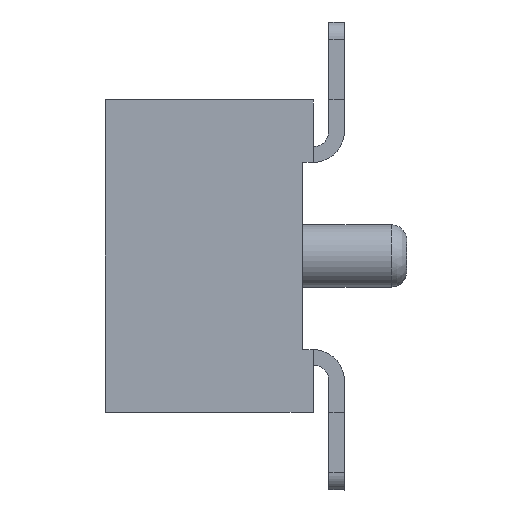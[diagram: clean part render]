
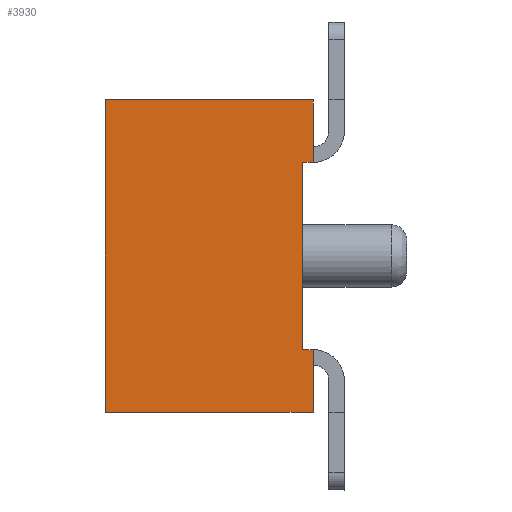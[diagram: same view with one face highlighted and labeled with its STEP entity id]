
A CAD part, left-side view. The second image highlights one B-rep face of the part: STEP entity #3930.
In plain terms, the highlighted planar face has unit normal (-1, 0, 0).
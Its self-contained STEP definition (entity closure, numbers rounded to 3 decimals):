
#382=FACE_OUTER_BOUND('',#610,.T.);
#610=EDGE_LOOP('',(#3545,#3546,#3547,#3548,#3549,#3550,#3551,#3552));
#928=LINE('',#6146,#1388);
#945=LINE('',#6177,#1405);
#948=LINE('',#6182,#1408);
#957=LINE('',#6201,#1417);
#965=LINE('',#6211,#1425);
#969=LINE('',#6217,#1429);
#975=LINE('',#6231,#1435);
#981=LINE('',#6238,#1441);
#1388=VECTOR('',#4999,1.);
#1405=VECTOR('',#5018,1.);
#1408=VECTOR('',#5023,1.);
#1417=VECTOR('',#5034,1.);
#1425=VECTOR('',#5044,1.);
#1429=VECTOR('',#5050,1.);
#1435=VECTOR('',#5060,1.);
#1441=VECTOR('',#5068,1.);
#1791=VERTEX_POINT('',#6144);
#1792=VERTEX_POINT('',#6145);
#1805=VERTEX_POINT('',#6176);
#1806=VERTEX_POINT('',#6180);
#1815=VERTEX_POINT('',#6199);
#1816=VERTEX_POINT('',#6209);
#1817=VERTEX_POINT('',#6215);
#1823=VERTEX_POINT('',#6229);
#2273=EDGE_CURVE('',#1791,#1792,#928,.T.);
#2290=EDGE_CURVE('',#1792,#1805,#945,.T.);
#2293=EDGE_CURVE('',#1791,#1806,#948,.T.);
#2302=EDGE_CURVE('',#1815,#1806,#957,.T.);
#2310=EDGE_CURVE('',#1816,#1815,#965,.T.);
#2314=EDGE_CURVE('',#1816,#1817,#969,.T.);
#2321=EDGE_CURVE('',#1817,#1823,#975,.T.);
#2327=EDGE_CURVE('',#1823,#1805,#981,.T.);
#3545=ORIENTED_EDGE('',*,*,#2293,.T.);
#3546=ORIENTED_EDGE('',*,*,#2302,.F.);
#3547=ORIENTED_EDGE('',*,*,#2310,.F.);
#3548=ORIENTED_EDGE('',*,*,#2314,.T.);
#3549=ORIENTED_EDGE('',*,*,#2321,.T.);
#3550=ORIENTED_EDGE('',*,*,#2327,.T.);
#3551=ORIENTED_EDGE('',*,*,#2290,.F.);
#3552=ORIENTED_EDGE('',*,*,#2273,.F.);
#3718=PLANE('',#4257);
#3930=ADVANCED_FACE('',(#382),#3718,.F.);
#4257=AXIS2_PLACEMENT_3D('',#6506,#5326,#5327);
#4999=DIRECTION('',(0.,0.,1.));
#5018=DIRECTION('',(0.,-1.,0.));
#5023=DIRECTION('',(0.,-1.,0.));
#5034=DIRECTION('',(0.,0.,-1.));
#5044=DIRECTION('',(0.,-1.,0.));
#5050=DIRECTION('',(0.,0.,1.));
#5060=DIRECTION('',(0.,-1.,0.));
#5068=DIRECTION('',(0.,0.,1.));
#5326=DIRECTION('center_axis',(1.,0.,0.));
#5327=DIRECTION('ref_axis',(0.,0.,-1.));
#6144=CARTESIAN_POINT('',(22.975,16.989,13.5));
#6145=CARTESIAN_POINT('',(22.975,16.989,16.5));
#6146=CARTESIAN_POINT('',(22.975,16.989,13.5));
#6176=CARTESIAN_POINT('',(22.975,14.989,16.5));
#6177=CARTESIAN_POINT('',(22.975,16.989,16.5));
#6180=CARTESIAN_POINT('',(22.975,14.99,13.5));
#6182=CARTESIAN_POINT('',(22.975,16.989,13.5));
#6199=CARTESIAN_POINT('',(22.975,14.99,14.1));
#6201=CARTESIAN_POINT('',(22.975,14.99,14.1));
#6209=CARTESIAN_POINT('',(22.975,15.089,14.1));
#6211=CARTESIAN_POINT('',(22.975,15.089,14.1));
#6215=CARTESIAN_POINT('',(22.975,15.089,15.9));
#6217=CARTESIAN_POINT('',(22.975,15.089,14.1));
#6229=CARTESIAN_POINT('',(22.975,14.989,15.9));
#6231=CARTESIAN_POINT('',(22.975,15.089,15.9));
#6238=CARTESIAN_POINT('',(22.975,14.989,15.9));
#6506=CARTESIAN_POINT('Origin',(22.975,16.989,18.489));
